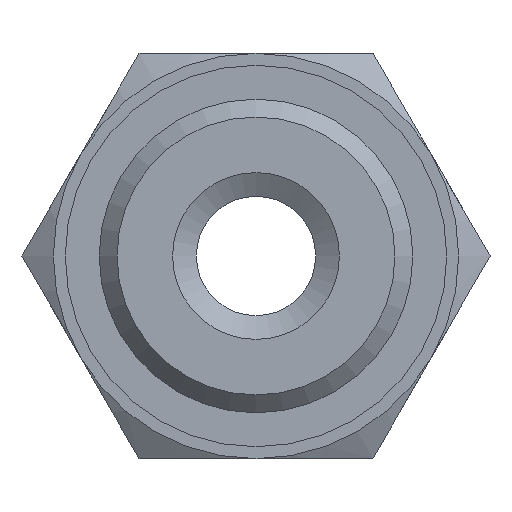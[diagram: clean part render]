
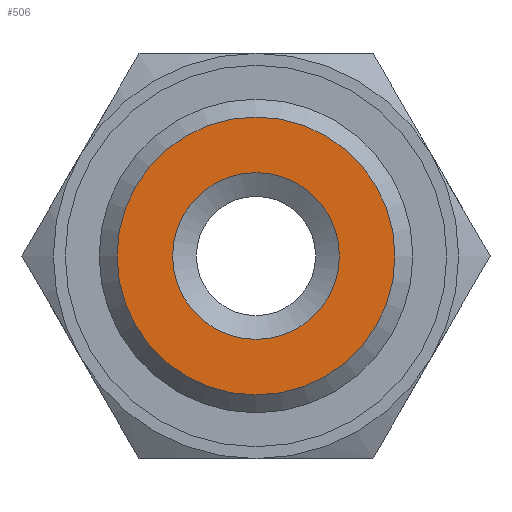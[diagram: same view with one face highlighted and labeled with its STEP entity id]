
A CAD part, left-side view. The second image highlights one B-rep face of the part: STEP entity #506.
In plain terms, the highlighted planar face has unit normal (-1, 0, 0).
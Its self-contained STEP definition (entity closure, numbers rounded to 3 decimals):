
#54=PLANE('',#560);
#111=ORIENTED_EDGE('',*,*,#261,.T.);
#112=ORIENTED_EDGE('',*,*,#262,.T.);
#113=ORIENTED_EDGE('',*,*,#263,.T.);
#114=ORIENTED_EDGE('',*,*,#264,.T.);
#261=EDGE_CURVE('',#337,#338,#388,.T.);
#262=EDGE_CURVE('',#338,#337,#389,.T.);
#263=EDGE_CURVE('',#339,#340,#390,.T.);
#264=EDGE_CURVE('',#340,#339,#391,.T.);
#337=VERTEX_POINT('',#809);
#338=VERTEX_POINT('',#810);
#339=VERTEX_POINT('',#813);
#340=VERTEX_POINT('',#814);
#388=CIRCLE('',#561,3.5);
#389=CIRCLE('',#562,3.5);
#390=CIRCLE('',#563,5.829);
#391=CIRCLE('',#564,5.829);
#423=EDGE_LOOP('',(#111,#112));
#424=EDGE_LOOP('',(#113,#114));
#462=FACE_BOUND('',#423,.T.);
#463=FACE_BOUND('',#424,.T.);
#506=ADVANCED_FACE('',(#462,#463),#54,.T.);
#560=AXIS2_PLACEMENT_3D('',#807,#648,#649);
#561=AXIS2_PLACEMENT_3D('',#808,#650,#651);
#562=AXIS2_PLACEMENT_3D('',#811,#652,#653);
#563=AXIS2_PLACEMENT_3D('',#812,#654,#655);
#564=AXIS2_PLACEMENT_3D('',#815,#656,#657);
#648=DIRECTION('',(-1.,0.,0.));
#649=DIRECTION('',(0.,0.,1.));
#650=DIRECTION('',(1.,0.,0.));
#651=DIRECTION('',(0.,1.,0.));
#652=DIRECTION('',(1.,0.,0.));
#653=DIRECTION('',(0.,1.,0.));
#654=DIRECTION('',(-1.,0.,0.));
#655=DIRECTION('',(0.,1.,0.));
#656=DIRECTION('',(-1.,0.,0.));
#657=DIRECTION('',(0.,1.,0.));
#807=CARTESIAN_POINT('',(-14.,2.914,0.));
#808=CARTESIAN_POINT('',(-14.,0.,0.));
#809=CARTESIAN_POINT('',(-14.,3.5,0.));
#810=CARTESIAN_POINT('',(-14.,-3.5,0.));
#811=CARTESIAN_POINT('',(-14.,0.,0.));
#812=CARTESIAN_POINT('',(-14.,0.,0.));
#813=CARTESIAN_POINT('',(-14.,5.829,0.));
#814=CARTESIAN_POINT('',(-14.,-5.829,0.));
#815=CARTESIAN_POINT('',(-14.,0.,0.));
